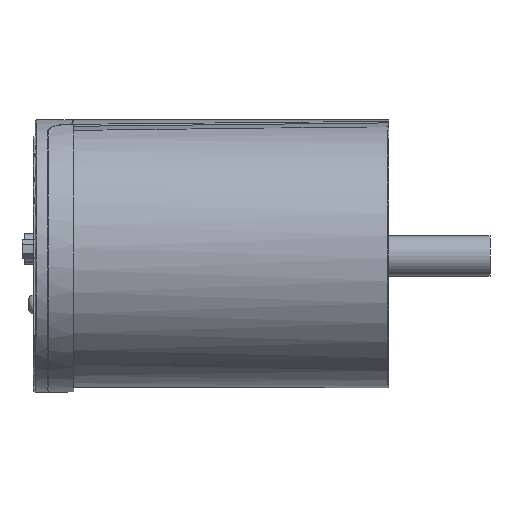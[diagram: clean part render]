
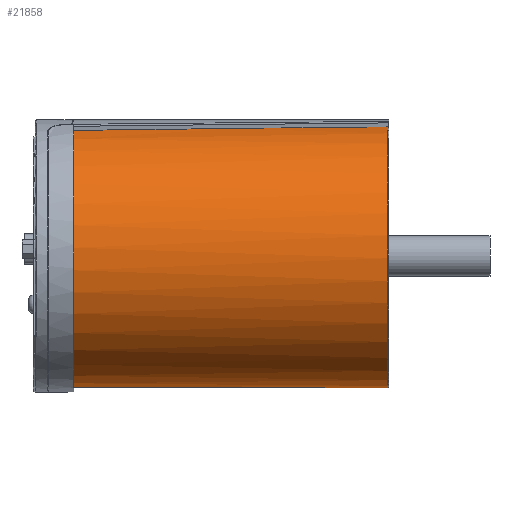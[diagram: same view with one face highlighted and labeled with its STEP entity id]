
A CAD part, left-side view. The second image highlights one B-rep face of the part: STEP entity #21858.
In plain terms, the highlighted cylindrical face has radius 41 mm (diameter 82 mm), a partial arc.
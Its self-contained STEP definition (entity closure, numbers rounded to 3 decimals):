
#131=ELLIPSE('',#23846,939.949,41.);
#132=ELLIPSE('',#23847,939.949,41.);
#6268=FACE_OUTER_BOUND('',#7617,.T.);
#7617=EDGE_LOOP('',(#19093,#19094,#19095,#19096));
#8402=CIRCLE('',#23817,41.);
#8417=CIRCLE('',#23848,41.);
#10337=VERTEX_POINT('',#37218);
#10338=VERTEX_POINT('',#37219);
#10340=VERTEX_POINT('',#37250);
#10341=VERTEX_POINT('',#37252);
#13249=EDGE_CURVE('',#10337,#10338,#8402,.T.);
#13264=EDGE_CURVE('',#10340,#10338,#131,.T.);
#13265=EDGE_CURVE('',#10337,#10341,#132,.T.);
#13266=EDGE_CURVE('',#10340,#10341,#8417,.T.);
#19093=ORIENTED_EDGE('',*,*,#13264,.T.);
#19094=ORIENTED_EDGE('',*,*,#13249,.F.);
#19095=ORIENTED_EDGE('',*,*,#13265,.T.);
#19096=ORIENTED_EDGE('',*,*,#13266,.F.);
#19556=CYLINDRICAL_SURFACE('',#23845,41.);
#21858=ADVANCED_FACE('',(#6268),#19556,.T.);
#23817=AXIS2_PLACEMENT_3D('',#37220,#29671,#29672);
#23845=AXIS2_PLACEMENT_3D('',#37249,#29727,#29728);
#23846=AXIS2_PLACEMENT_3D('',#37251,#29729,#29730);
#23847=AXIS2_PLACEMENT_3D('',#37253,#29731,#29732);
#23848=AXIS2_PLACEMENT_3D('',#37254,#29733,#29734);
#29671=DIRECTION('center_axis',(0.,-1.,0.));
#29672=DIRECTION('ref_axis',(-1.,0.,0.));
#29727=DIRECTION('center_axis',(0.,-1.,0.));
#29728=DIRECTION('ref_axis',(-1.,0.,0.));
#29729=DIRECTION('center_axis',(0.979,-0.044,-0.197));
#29730=DIRECTION('ref_axis',(-0.043,-0.999,0.009));
#29731=DIRECTION('center_axis',(-0.979,-0.044,
-0.197));
#29732=DIRECTION('ref_axis',(-0.043,0.999,-0.009));
#29733=DIRECTION('center_axis',(0.,1.,0.));
#29734=DIRECTION('ref_axis',(-1.,0.,0.));
#37218=CARTESIAN_POINT('',(-8.116,-68.6,40.189));
#37219=CARTESIAN_POINT('',(8.116,-68.6,40.189));
#37220=CARTESIAN_POINT('Origin',(0.,-68.6,
0.));
#37249=CARTESIAN_POINT('Origin',(0.,39.1,0.));
#37250=CARTESIAN_POINT('',(12.26,29.25,39.124));
#37251=CARTESIAN_POINT('Origin',(0.,-68.9,
0.));
#37252=CARTESIAN_POINT('',(-12.26,29.25,39.124));
#37253=CARTESIAN_POINT('Origin',(0.,-68.9,
0.));
#37254=CARTESIAN_POINT('Origin',(0.,29.25,
0.));
